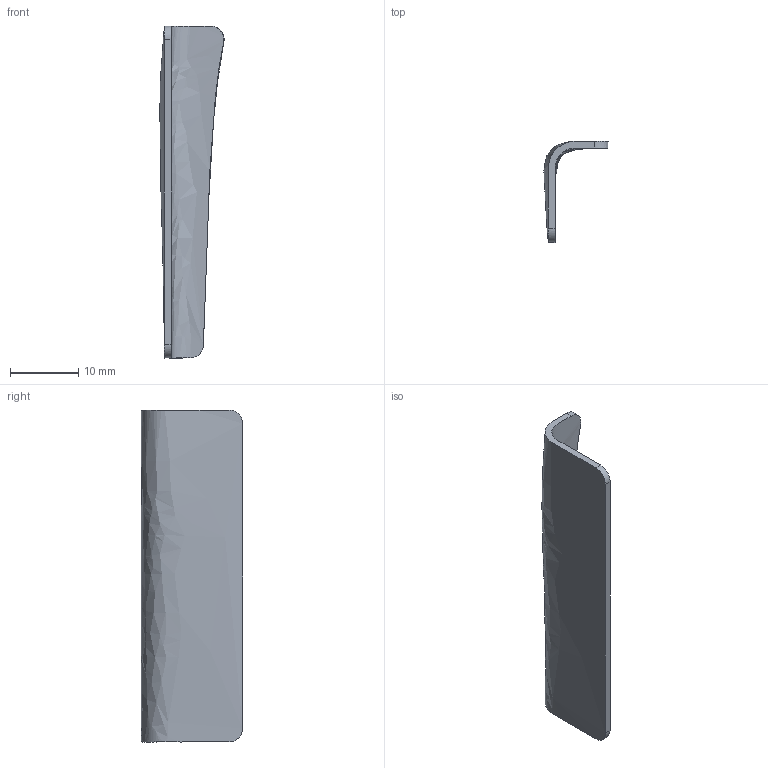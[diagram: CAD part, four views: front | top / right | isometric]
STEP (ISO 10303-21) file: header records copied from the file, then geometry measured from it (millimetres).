
FILE_DESCRIPTION(/* description */ (''),/* implementation_level */ '2;1');
FILE_NAME(/* name */ 'Left.step',/* time_stamp */ '2023-06-01T19:14:07-07:00',/* author */ (''),/* organization */ (''),/* preprocessor_version */ 'ST-DEVELOPER v19.2',/* originating_system */ 'Autodesk Translation Framework v12.6.0.85',/* authorisation */ '');
FILE_SCHEMA (('AUTOMOTIVE_DESIGN { 1 0 10303 214 3 1 1 }'));
Length unit declared in the file: millimetre
Products named in the file (1): Left
Bounding box: 9.43 x 14.85 x 48.8 mm (x, y, z)
Volume: 1041.5 mm3; surface area: 2013.2 mm2
Topology: 1 solids, 1 shells, 10 faces, 25 edges, 17 vertices
Faces by surface type: bspline 5, plane 3, cylinder 2
Entity records: 1068 total; most frequent: CARTESIAN_POINT 841, ORIENTED_EDGE 50, EDGE_CURVE 25, B_SPLINE_CURVE_WITH_KNOTS 21, VERTEX_POINT 17, DIRECTION 16, FACE_OUTER_BOUND 10, EDGE_LOOP 10
